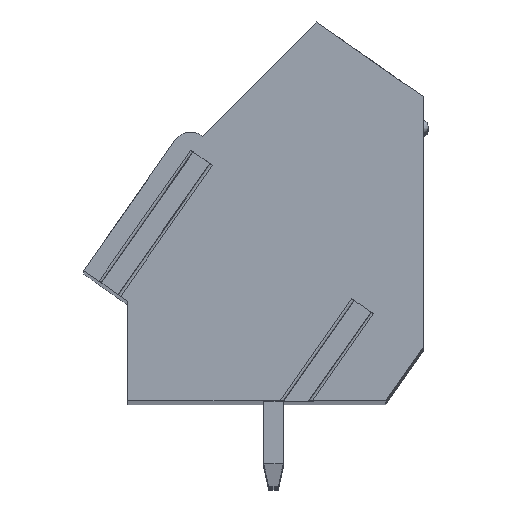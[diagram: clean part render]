
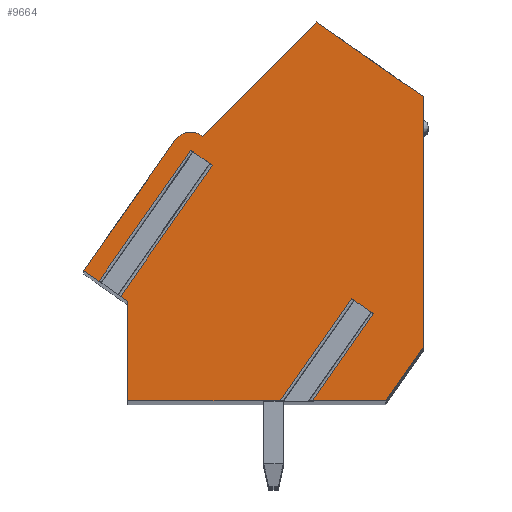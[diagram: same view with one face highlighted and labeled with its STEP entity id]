
A CAD part, top view. The second image highlights one B-rep face of the part: STEP entity #9664.
In plain terms, the highlighted planar face has unit normal (0, 0, 1).
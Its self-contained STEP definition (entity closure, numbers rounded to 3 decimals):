
#14=DIRECTION('',(-0.819,0.574,0.));
#15=VECTOR('',#14,1.085);
#16=CARTESIAN_POINT('',(4.498,-3.239,83.82));
#17=LINE('',#16,#15);
#18=DIRECTION('',(-0.574,-0.819,0.));
#19=VECTOR('',#18,5.115);
#20=CARTESIAN_POINT('',(3.61,-2.616,83.82));
#21=LINE('',#20,#19);
#22=DIRECTION('',(1.,0.,0.));
#23=VECTOR('',#22,6.246);
#24=CARTESIAN_POINT('',(-5.57,-6.807,83.82));
#25=LINE('',#24,#23);
#26=DIRECTION('',(0.,-1.,0.));
#27=VECTOR('',#26,4.087);
#28=CARTESIAN_POINT('',(-5.57,-2.72,83.82));
#29=LINE('',#28,#27);
#30=DIRECTION('',(0.819,-0.574,0.));
#31=VECTOR('',#30,0.355);
#32=CARTESIAN_POINT('',(-5.861,-2.516,83.82));
#33=LINE('',#32,#31);
#34=DIRECTION('',(-0.574,-0.819,0.));
#35=VECTOR('',#34,6.55);
#36=CARTESIAN_POINT('',(-2.104,2.849,83.82));
#37=LINE('',#36,#35);
#38=DIRECTION('',(-0.819,0.574,0.));
#39=VECTOR('',#38,1.085);
#40=CARTESIAN_POINT('',(-2.104,2.849,83.82));
#41=LINE('',#40,#39);
#42=DIRECTION('',(-0.574,-0.819,0.));
#43=VECTOR('',#42,6.55);
#44=CARTESIAN_POINT('',(-2.993,3.471,83.82));
#45=LINE('',#44,#43);
#46=DIRECTION('',(0.819,-0.574,0.));
#47=VECTOR('',#46,0.757);
#48=CARTESIAN_POINT('',(-7.37,-1.46,83.82));
#49=LINE('',#48,#47);
#50=DIRECTION('',(-0.574,-0.819,0.));
#51=VECTOR('',#50,6.486);
#52=CARTESIAN_POINT('',(-3.65,3.853,83.82));
#53=LINE('',#52,#51);
#54=CARTESIAN_POINT('',(-2.986,3.406,83.82));
#55=DIRECTION('',(0.,0.,1.));
#56=DIRECTION('',(0.598,0.802,0.));
#57=AXIS2_PLACEMENT_3D('',#54,#55,#56);
#59=DIRECTION('',(-0.707,-0.707,0.));
#60=VECTOR('',#59,6.609);
#61=CARTESIAN_POINT('',(2.165,8.721,83.82));
#62=LINE('',#61,#60);
#63=DIRECTION('',(-0.819,0.574,0.));
#64=VECTOR('',#63,5.329);
#65=CARTESIAN_POINT('',(6.53,5.664,83.82));
#66=LINE('',#65,#64);
#67=DIRECTION('',(0.,1.,0.));
#68=VECTOR('',#67,10.286);
#69=CARTESIAN_POINT('',(6.53,-4.622,83.82));
#70=LINE('',#69,#68);
#71=DIRECTION('',(0.574,0.819,0.));
#72=VECTOR('',#71,2.667);
#73=CARTESIAN_POINT('',(5.,-6.807,83.82));
#74=LINE('',#73,#72);
#75=DIRECTION('',(1.,0.,0.));
#76=VECTOR('',#75,3.);
#77=CARTESIAN_POINT('',(2.,-6.807,83.82));
#78=LINE('',#77,#76);
#79=DIRECTION('',(-0.574,-0.819,0.));
#80=VECTOR('',#79,4.355);
#81=CARTESIAN_POINT('',(4.498,-3.239,83.82));
#82=LINE('',#81,#80);
#7574=CARTESIAN_POINT('',(-2.508,4.048,83.82));
#7575=CARTESIAN_POINT('',(-3.65,3.853,83.82));
#7576=VERTEX_POINT('',#7574);
#7577=VERTEX_POINT('',#7575);
#7578=CARTESIAN_POINT('',(-7.37,-1.46,83.82));
#7579=VERTEX_POINT('',#7578);
#7580=CARTESIAN_POINT('',(-5.57,-2.72,83.82));
#7581=CARTESIAN_POINT('',(-5.57,-6.807,83.82));
#7582=VERTEX_POINT('',#7580);
#7583=VERTEX_POINT('',#7581);
#7584=CARTESIAN_POINT('',(5.,-6.807,83.82));
#7585=CARTESIAN_POINT('',(6.53,-4.622,83.82));
#7586=VERTEX_POINT('',#7584);
#7587=VERTEX_POINT('',#7585);
#7588=CARTESIAN_POINT('',(6.53,5.664,83.82));
#7589=VERTEX_POINT('',#7588);
#7590=CARTESIAN_POINT('',(2.165,8.721,83.82));
#7591=VERTEX_POINT('',#7590);
#7718=CARTESIAN_POINT('',(-2.104,2.849,83.82));
#7719=CARTESIAN_POINT('',(-2.993,3.471,83.82));
#7720=VERTEX_POINT('',#7718);
#7721=VERTEX_POINT('',#7719);
#7722=CARTESIAN_POINT('',(-5.861,-2.516,
83.82));
#7723=VERTEX_POINT('',#7722);
#7724=CARTESIAN_POINT('',(-6.75,-1.894,
83.82));
#7725=VERTEX_POINT('',#7724);
#7773=CARTESIAN_POINT('',(4.498,-3.239,83.82));
#7774=CARTESIAN_POINT('',(3.61,-2.616,83.82));
#7775=VERTEX_POINT('',#7773);
#7776=VERTEX_POINT('',#7774);
#7777=CARTESIAN_POINT('',(2.,-6.807,83.82));
#7778=VERTEX_POINT('',#7777);
#7779=CARTESIAN_POINT('',(0.676,-6.807,83.82));
#7780=VERTEX_POINT('',#7779);
#9623=CARTESIAN_POINT('',(0.,0.,83.82));
#9624=DIRECTION('',(0.,0.,1.));
#9625=DIRECTION('',(1.,0.,0.));
#9626=AXIS2_PLACEMENT_3D('',#9623,#9624,#9625);
#9627=PLANE('',#9626);
#9629=ORIENTED_EDGE('',*,*,#9628,.T.);
#9631=ORIENTED_EDGE('',*,*,#9630,.T.);
#9633=ORIENTED_EDGE('',*,*,#9632,.F.);
#9635=ORIENTED_EDGE('',*,*,#9634,.F.);
#9637=ORIENTED_EDGE('',*,*,#9636,.F.);
#9639=ORIENTED_EDGE('',*,*,#9638,.F.);
#9641=ORIENTED_EDGE('',*,*,#9640,.T.);
#9643=ORIENTED_EDGE('',*,*,#9642,.T.);
#9645=ORIENTED_EDGE('',*,*,#9644,.F.);
#9647=ORIENTED_EDGE('',*,*,#9646,.F.);
#9649=ORIENTED_EDGE('',*,*,#9648,.F.);
#9651=ORIENTED_EDGE('',*,*,#9650,.F.);
#9653=ORIENTED_EDGE('',*,*,#9652,.F.);
#9655=ORIENTED_EDGE('',*,*,#9654,.F.);
#9657=ORIENTED_EDGE('',*,*,#9656,.F.);
#9659=ORIENTED_EDGE('',*,*,#9658,.F.);
#9661=ORIENTED_EDGE('',*,*,#9660,.F.);
#9662=EDGE_LOOP('',(#9629,#9631,#9633,#9635,#9637,#9639,#9641,#9643,#9645,#9647,
#9649,#9651,#9653,#9655,#9657,#9659,#9661));
#9663=FACE_OUTER_BOUND('',#9662,.F.);
#58=CIRCLE('',#57,0.8);
#9628=EDGE_CURVE('',#7775,#7776,#17,.T.);
#9630=EDGE_CURVE('',#7776,#7780,#21,.T.);
#9632=EDGE_CURVE('',#7583,#7780,#25,.T.);
#9634=EDGE_CURVE('',#7582,#7583,#29,.T.);
#9636=EDGE_CURVE('',#7723,#7582,#33,.T.);
#9638=EDGE_CURVE('',#7720,#7723,#37,.T.);
#9640=EDGE_CURVE('',#7720,#7721,#41,.T.);
#9642=EDGE_CURVE('',#7721,#7725,#45,.T.);
#9644=EDGE_CURVE('',#7579,#7725,#49,.T.);
#9646=EDGE_CURVE('',#7577,#7579,#53,.T.);
#9648=EDGE_CURVE('',#7576,#7577,#58,.T.);
#9650=EDGE_CURVE('',#7591,#7576,#62,.T.);
#9652=EDGE_CURVE('',#7589,#7591,#66,.T.);
#9654=EDGE_CURVE('',#7587,#7589,#70,.T.);
#9656=EDGE_CURVE('',#7586,#7587,#74,.T.);
#9658=EDGE_CURVE('',#7778,#7586,#78,.T.);
#9660=EDGE_CURVE('',#7775,#7778,#82,.T.);
#9664=ADVANCED_FACE('',(#9663),#9627,.T.);
